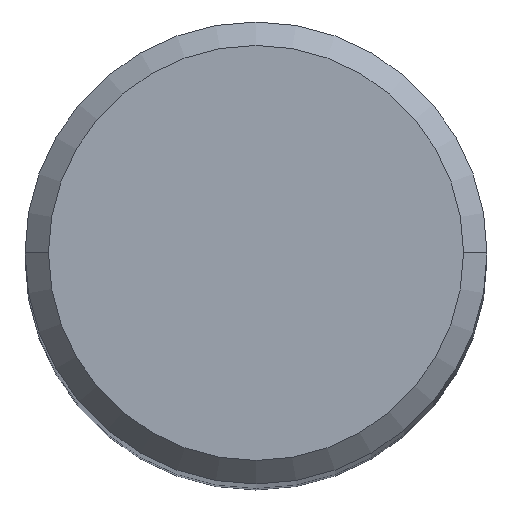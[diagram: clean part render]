
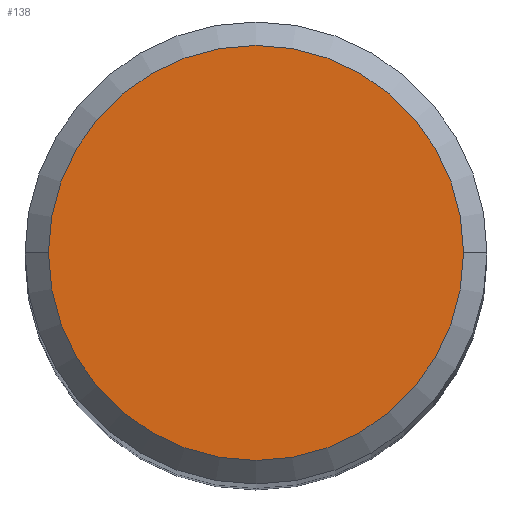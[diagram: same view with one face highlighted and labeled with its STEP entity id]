
A CAD part, top view. The second image highlights one B-rep face of the part: STEP entity #138.
In plain terms, the highlighted planar face has unit normal (0, 0, 1).
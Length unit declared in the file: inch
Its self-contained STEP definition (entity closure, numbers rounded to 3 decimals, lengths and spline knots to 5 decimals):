
#20 = VERTEX_POINT ( 'NONE', #171 ) ;
#23 = DIRECTION ( 'NONE',  ( 0., 0., 1. ) ) ;
#31 = DIRECTION ( 'NONE',  ( -1., 0., 0. ) ) ;
#35 = AXIS2_PLACEMENT_3D ( 'NONE', #332, #141, #261 ) ;
#55 = EDGE_CURVE ( 'NONE', #20, #190, #184, .T. ) ;
#66 = CIRCLE ( 'NONE', #35, 0.17685 ) ;
#83 = EDGE_CURVE ( 'NONE', #190, #20, #66, .T. ) ;
#138 = ADVANCED_FACE ( 'NONE', ( #172 ), #180, .F. ) ;
#141 = DIRECTION ( 'NONE',  ( 0., 0., 1. ) ) ;
#171 = CARTESIAN_POINT ( 'NONE',  ( 0.17685, 0., 0. ) ) ;
#172 = FACE_OUTER_BOUND ( 'NONE', #240, .T. ) ;
#180 = PLANE ( 'NONE',  #203 ) ;
#184 = CIRCLE ( 'NONE', #197, 0.17685 ) ;
#190 = VERTEX_POINT ( 'NONE', #206 ) ;
#197 = AXIS2_PLACEMENT_3D ( 'NONE', #311, #23, #288 ) ;
#203 = AXIS2_PLACEMENT_3D ( 'NONE', #265, #290, #31 ) ;
#206 = CARTESIAN_POINT ( 'NONE',  ( -0.17685, 0., 0. ) ) ;
#240 = EDGE_LOOP ( 'NONE', ( #255, #271 ) ) ;
#255 = ORIENTED_EDGE ( 'NONE', *, *, #83, .T. ) ;
#261 = DIRECTION ( 'NONE',  ( 1., 0., 0. ) ) ;
#265 = CARTESIAN_POINT ( 'NONE',  ( 0., 0.17685, 0. ) ) ;
#271 = ORIENTED_EDGE ( 'NONE', *, *, #55, .T. ) ;
#288 = DIRECTION ( 'NONE',  ( 1., 0., 0. ) ) ;
#290 = DIRECTION ( 'NONE',  ( 0., 0., -1. ) ) ;
#311 = CARTESIAN_POINT ( 'NONE',  ( 0., 0., 0. ) ) ;
#332 = CARTESIAN_POINT ( 'NONE',  ( 0., 0., 0. ) ) ;
